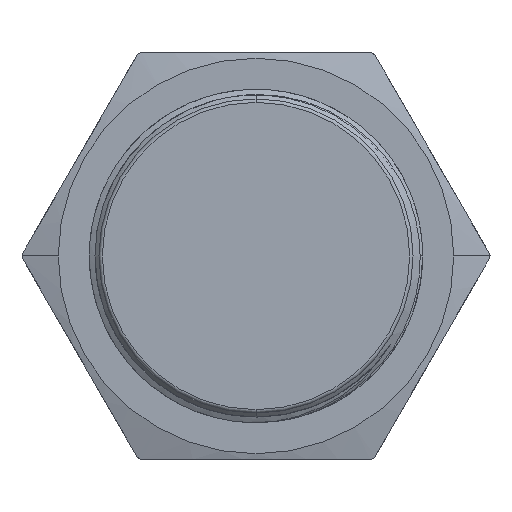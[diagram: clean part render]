
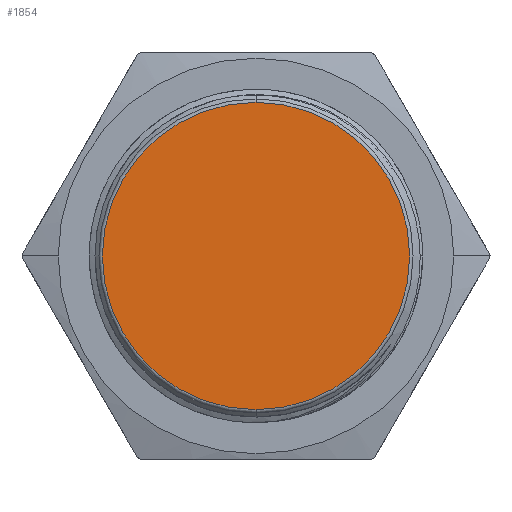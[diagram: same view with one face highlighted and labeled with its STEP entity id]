
A CAD part, front view. The second image highlights one B-rep face of the part: STEP entity #1854.
In plain terms, the highlighted planar face has unit normal (0, -1, 0).
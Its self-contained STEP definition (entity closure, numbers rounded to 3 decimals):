
#1854 = ADVANCED_FACE ( 'NONE', ( #12283 ), #23368, .T. ) ;
#3913 = CARTESIAN_POINT ( 'NONE',  ( 0., 16.5, 0. ) ) ;
#7528 = AXIS2_PLACEMENT_3D ( 'NONE', #19989, #17272, #28364 ) ;
#11927 = DIRECTION ( 'NONE',  ( 0., -1., 0. ) ) ;
#12283 = FACE_OUTER_BOUND ( 'NONE', #19787, .T. ) ;
#12409 = DIRECTION ( 'NONE',  ( 0., 1., 0. ) ) ;
#12460 = ORIENTED_EDGE ( 'NONE', *, *, #16746, .T. ) ;
#14588 = AXIS2_PLACEMENT_3D ( 'NONE', #14957, #12409, #23488 ) ;
#14957 = CARTESIAN_POINT ( 'NONE',  ( 0., 16.5, 0. ) ) ;
#15010 = DIRECTION ( 'NONE',  ( 0., 0., -1. ) ) ;
#16746 = EDGE_CURVE ( 'NONE', #29135, #21441, #26692, .T. ) ;
#17272 = DIRECTION ( 'NONE',  ( 0., -1., 0. ) ) ;
#19214 = CIRCLE ( 'NONE', #14588, 13.6 ) ;
#19787 = EDGE_LOOP ( 'NONE', ( #12460, #25048 ) ) ;
#19989 = CARTESIAN_POINT ( 'NONE',  ( 0., 16.5, 0. ) ) ;
#21441 = VERTEX_POINT ( 'NONE', #33088 ) ;
#23368 = PLANE ( 'NONE',  #30040 ) ;
#23488 = DIRECTION ( 'NONE',  ( 0., 0., 1. ) ) ;
#25048 = ORIENTED_EDGE ( 'NONE', *, *, #28774, .F. ) ;
#26692 = CIRCLE ( 'NONE', #7528, 13.6 ) ;
#28364 = DIRECTION ( 'NONE',  ( 0., 0., 1. ) ) ;
#28774 = EDGE_CURVE ( 'NONE', #29135, #21441, #19214, .T. ) ;
#29135 = VERTEX_POINT ( 'NONE', #31132 ) ;
#30040 = AXIS2_PLACEMENT_3D ( 'NONE', #3913, #11927, #15010 ) ;
#31132 = CARTESIAN_POINT ( 'NONE',  ( 0., 16.5, 13.6 ) ) ;
#33088 = CARTESIAN_POINT ( 'NONE',  ( 0., 16.5, -13.6 ) ) ;
